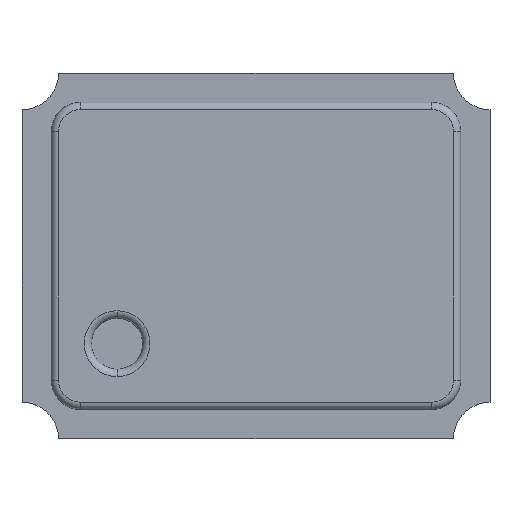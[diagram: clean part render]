
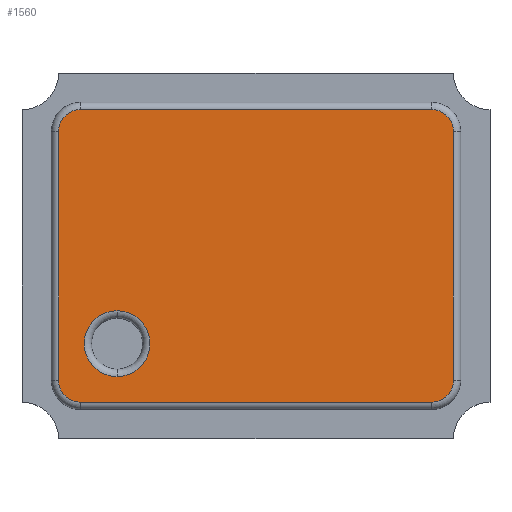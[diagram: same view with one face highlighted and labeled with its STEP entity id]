
A CAD part, top view. The second image highlights one B-rep face of the part: STEP entity #1560.
In plain terms, the highlighted planar face has unit normal (0, 0, 1).
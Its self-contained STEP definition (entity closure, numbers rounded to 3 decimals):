
#1463 = VERTEX_POINT('',#1464);
#1464 = CARTESIAN_POINT('',(-1.2,-1.,0.6));
#1471 = EDGE_CURVE('',#1472,#1463,#1474,.T.);
#1472 = VERTEX_POINT('',#1473);
#1473 = CARTESIAN_POINT('',(-1.35,-0.85,0.6));
#1474 = CIRCLE('',#1475,0.15);
#1475 = AXIS2_PLACEMENT_3D('',#1476,#1477,#1478);
#1476 = CARTESIAN_POINT('',(-1.2,-0.85,0.6));
#1477 = DIRECTION('',(0.,0.,1.));
#1478 = DIRECTION('',(0.,-1.,0.));
#1499 = VERTEX_POINT('',#1500);
#1500 = CARTESIAN_POINT('',(1.35,-0.85,0.6));
#1507 = EDGE_CURVE('',#1508,#1499,#1510,.T.);
#1508 = VERTEX_POINT('',#1509);
#1509 = CARTESIAN_POINT('',(1.2,-1.,0.6));
#1510 = CIRCLE('',#1511,0.15);
#1511 = AXIS2_PLACEMENT_3D('',#1512,#1513,#1514);
#1512 = CARTESIAN_POINT('',(1.2,-0.85,0.6));
#1513 = DIRECTION('',(0.,0.,1.));
#1514 = DIRECTION('',(0.,-1.,0.));
#1560 = ADVANCED_FACE('',(#1561,#1581),#1631,.T.);
#1561 = FACE_BOUND('',#1562,.T.);
#1562 = EDGE_LOOP('',(#1563,#1574));
#1563 = ORIENTED_EDGE('',*,*,#1564,.T.);
#1564 = EDGE_CURVE('',#1565,#1567,#1569,.T.);
#1565 = VERTEX_POINT('',#1566);
#1566 = CARTESIAN_POINT('',(-0.95,-0.825,0.6));
#1567 = VERTEX_POINT('',#1568);
#1568 = CARTESIAN_POINT('',(-0.95,-0.375,0.6));
#1569 = CIRCLE('',#1570,0.225);
#1570 = AXIS2_PLACEMENT_3D('',#1571,#1572,#1573);
#1571 = CARTESIAN_POINT('',(-0.95,-0.6,0.6));
#1572 = DIRECTION('',(0.,0.,-1.));
#1573 = DIRECTION('',(0.,-1.,0.));
#1574 = ORIENTED_EDGE('',*,*,#1575,.T.);
#1575 = EDGE_CURVE('',#1567,#1565,#1576,.T.);
#1576 = CIRCLE('',#1577,0.225);
#1577 = AXIS2_PLACEMENT_3D('',#1578,#1579,#1580);
#1578 = CARTESIAN_POINT('',(-0.95,-0.6,0.6));
#1579 = DIRECTION('',(0.,0.,-1.));
#1580 = DIRECTION('',(0.,-1.,0.));
#1581 = FACE_BOUND('',#1582,.T.);
#1582 = EDGE_LOOP('',(#1583,#1594,#1600,#1601,#1607,#1608,#1616,#1625));
#1583 = ORIENTED_EDGE('',*,*,#1584,.T.);
#1584 = EDGE_CURVE('',#1585,#1587,#1589,.T.);
#1585 = VERTEX_POINT('',#1586);
#1586 = CARTESIAN_POINT('',(-1.2,1.,0.6));
#1587 = VERTEX_POINT('',#1588);
#1588 = CARTESIAN_POINT('',(-1.35,0.85,0.6));
#1589 = CIRCLE('',#1590,0.15);
#1590 = AXIS2_PLACEMENT_3D('',#1591,#1592,#1593);
#1591 = CARTESIAN_POINT('',(-1.2,0.85,0.6));
#1592 = DIRECTION('',(0.,0.,1.));
#1593 = DIRECTION('',(0.,-1.,0.));
#1594 = ORIENTED_EDGE('',*,*,#1595,.T.);
#1595 = EDGE_CURVE('',#1587,#1472,#1596,.T.);
#1596 = LINE('',#1597,#1598);
#1597 = CARTESIAN_POINT('',(-1.35,-0.85,0.6));
#1598 = VECTOR('',#1599,1.);
#1599 = DIRECTION('',(0.,-1.,0.));
#1600 = ORIENTED_EDGE('',*,*,#1471,.T.);
#1601 = ORIENTED_EDGE('',*,*,#1602,.T.);
#1602 = EDGE_CURVE('',#1463,#1508,#1603,.T.);
#1603 = LINE('',#1604,#1605);
#1604 = CARTESIAN_POINT('',(1.2,-1.,0.6));
#1605 = VECTOR('',#1606,1.);
#1606 = DIRECTION('',(1.,0.,0.));
#1607 = ORIENTED_EDGE('',*,*,#1507,.T.);
#1608 = ORIENTED_EDGE('',*,*,#1609,.T.);
#1609 = EDGE_CURVE('',#1499,#1610,#1612,.T.);
#1610 = VERTEX_POINT('',#1611);
#1611 = CARTESIAN_POINT('',(1.35,0.85,0.6));
#1612 = LINE('',#1613,#1614);
#1613 = CARTESIAN_POINT('',(1.35,0.85,0.6));
#1614 = VECTOR('',#1615,1.);
#1615 = DIRECTION('',(0.,1.,0.));
#1616 = ORIENTED_EDGE('',*,*,#1617,.T.);
#1617 = EDGE_CURVE('',#1610,#1618,#1620,.T.);
#1618 = VERTEX_POINT('',#1619);
#1619 = CARTESIAN_POINT('',(1.2,1.,0.6));
#1620 = CIRCLE('',#1621,0.15);
#1621 = AXIS2_PLACEMENT_3D('',#1622,#1623,#1624);
#1622 = CARTESIAN_POINT('',(1.2,0.85,0.6));
#1623 = DIRECTION('',(0.,0.,1.));
#1624 = DIRECTION('',(0.,-1.,0.));
#1625 = ORIENTED_EDGE('',*,*,#1626,.T.);
#1626 = EDGE_CURVE('',#1618,#1585,#1627,.T.);
#1627 = LINE('',#1628,#1629);
#1628 = CARTESIAN_POINT('',(-1.2,1.,0.6));
#1629 = VECTOR('',#1630,1.);
#1630 = DIRECTION('',(-1.,0.,0.));
#1631 = PLANE('',#1632);
#1632 = AXIS2_PLACEMENT_3D('',#1633,#1634,#1635);
#1633 = CARTESIAN_POINT('',(-1.2,-0.85,0.6));
#1634 = DIRECTION('',(0.,0.,1.));
#1635 = DIRECTION('',(0.,-1.,0.));
